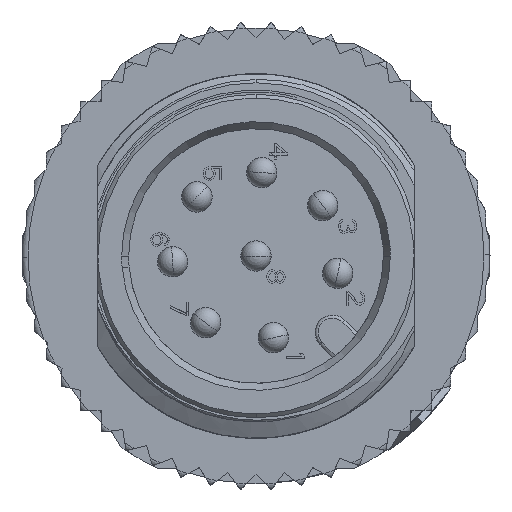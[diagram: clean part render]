
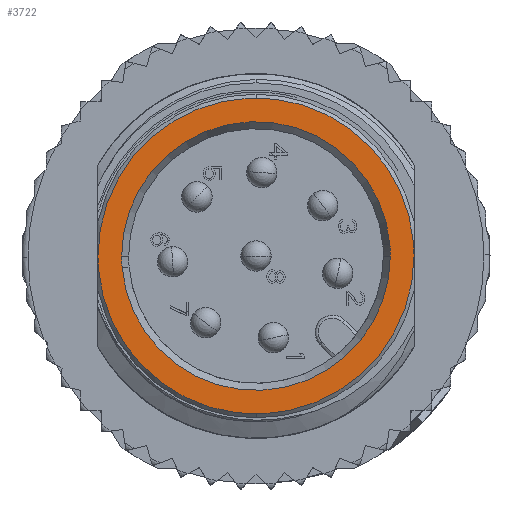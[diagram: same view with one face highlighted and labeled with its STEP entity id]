
A CAD part, front view. The second image highlights one B-rep face of the part: STEP entity #3722.
In plain terms, the highlighted planar face has unit normal (0, -1, 0).
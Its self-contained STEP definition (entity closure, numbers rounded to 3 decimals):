
#3722=ADVANCED_FACE('',(#8089,#8090),#8091,.T.);
#8089=FACE_OUTER_BOUND('',#13416,.T.);
#8090=FACE_BOUND('',#13417,.T.);
#8091=PLANE('',#13418);
#13416=EDGE_LOOP('',(#33013,#33014,#33015,#33016));
#13417=EDGE_LOOP('',(#33017,#33018,#33019,#33020));
#13418=AXIS2_PLACEMENT_3D('',#33021,#33022,#33023);
#33013=ORIENTED_EDGE('',*,*,#42338,.T.);
#33014=ORIENTED_EDGE('',*,*,#38990,.T.);
#33015=ORIENTED_EDGE('',*,*,#42339,.T.);
#33016=ORIENTED_EDGE('',*,*,#38995,.T.);
#33017=ORIENTED_EDGE('',*,*,#39005,.F.);
#33018=ORIENTED_EDGE('',*,*,#42336,.F.);
#33019=ORIENTED_EDGE('',*,*,#39000,.F.);
#33020=ORIENTED_EDGE('',*,*,#42334,.F.);
#33021=CARTESIAN_POINT('',(-5.72,-16.1,-5.682));
#33022=DIRECTION('',(0.0,-1.0,0.0));
#33023=DIRECTION('',(1.0,0.0,0.0));
#38990=EDGE_CURVE('',#44951,#44955,#44957,.T.);
#38995=EDGE_CURVE('',#44960,#44964,#44966,.T.);
#39000=EDGE_CURVE('',#44973,#44969,#44975,.T.);
#39005=EDGE_CURVE('',#44982,#44978,#44984,.T.);
#42334=EDGE_CURVE('',#44978,#44973,#49887,.T.);
#42336=EDGE_CURVE('',#44969,#44982,#49889,.T.);
#42338=EDGE_CURVE('',#44964,#44951,#49891,.T.);
#42339=EDGE_CURVE('',#44955,#44960,#49892,.T.);
#44951=VERTEX_POINT('',#53640);
#44955=VERTEX_POINT('',#53645);
#44957=CIRCLE('',#53648,5.2);
#44960=VERTEX_POINT('',#53651);
#44964=VERTEX_POINT('',#53656);
#44966=CIRCLE('',#53659,5.2);
#44969=VERTEX_POINT('',#53662);
#44973=VERTEX_POINT('',#53667);
#44975=CIRCLE('',#53670,4.421);
#44978=VERTEX_POINT('',#53673);
#44982=VERTEX_POINT('',#53678);
#44984=CIRCLE('',#53681,4.421);
#49887=CIRCLE('',#60755,4.421);
#49889=CIRCLE('',#60757,4.421);
#49891=CIRCLE('',#60759,5.2);
#49892=CIRCLE('',#60760,5.2);
#53640=CARTESIAN_POINT('',(-5.18,-16.1,-0.453));
#53645=CARTESIAN_POINT('',(5.2,-16.1,0.0));
#53648=AXIS2_PLACEMENT_3D('',#71539,#71540,#71541);
#53651=CARTESIAN_POINT('',(5.18,-16.1,0.453));
#53656=CARTESIAN_POINT('',(-5.2,-16.1,0.0));
#53659=AXIS2_PLACEMENT_3D('',#71547,#71548,#71549);
#53662=CARTESIAN_POINT('',(-4.404,-16.1,-0.385));
#53667=CARTESIAN_POINT('',(-4.421,-16.1,0.0));
#53670=AXIS2_PLACEMENT_3D('',#71555,#71556,#71557);
#53673=CARTESIAN_POINT('',(4.404,-16.1,0.385));
#53678=CARTESIAN_POINT('',(4.421,-16.1,0.0));
#53681=AXIS2_PLACEMENT_3D('',#71563,#71564,#71565);
#60755=AXIS2_PLACEMENT_3D('',#74823,#74824,#74825);
#60757=AXIS2_PLACEMENT_3D('',#74826,#74827,#74828);
#60759=AXIS2_PLACEMENT_3D('',#74829,#74830,#74831);
#60760=AXIS2_PLACEMENT_3D('',#74832,#74833,#74834);
#71539=CARTESIAN_POINT('',(0.0,-16.1,0.0));
#71540=DIRECTION('',(0.0,-1.0,0.0));
#71541=DIRECTION('',(-1.0,0.0,0.0));
#71547=CARTESIAN_POINT('',(0.0,-16.1,0.0));
#71548=DIRECTION('',(0.0,-1.0,0.0));
#71549=DIRECTION('',(1.0,0.0,0.0));
#71555=CARTESIAN_POINT('',(0.0,-16.1,0.0));
#71556=DIRECTION('',(0.0,-1.0,0.0));
#71557=DIRECTION('',(-1.0,0.0,0.0));
#71563=CARTESIAN_POINT('',(0.0,-16.1,0.0));
#71564=DIRECTION('',(0.0,-1.0,0.0));
#71565=DIRECTION('',(1.0,0.0,0.0));
#74823=CARTESIAN_POINT('',(0.0,-16.1,0.0));
#74824=DIRECTION('',(0.0,-1.0,0.0));
#74825=DIRECTION('',(1.0,0.0,0.0));
#74826=CARTESIAN_POINT('',(0.0,-16.1,0.0));
#74827=DIRECTION('',(0.0,-1.0,0.0));
#74828=DIRECTION('',(-1.0,0.0,0.0));
#74829=CARTESIAN_POINT('',(0.0,-16.1,0.0));
#74830=DIRECTION('',(0.0,-1.0,0.0));
#74831=DIRECTION('',(-1.0,0.0,0.0));
#74832=CARTESIAN_POINT('',(0.0,-16.1,0.0));
#74833=DIRECTION('',(0.0,-1.0,0.0));
#74834=DIRECTION('',(1.0,0.0,0.0));
